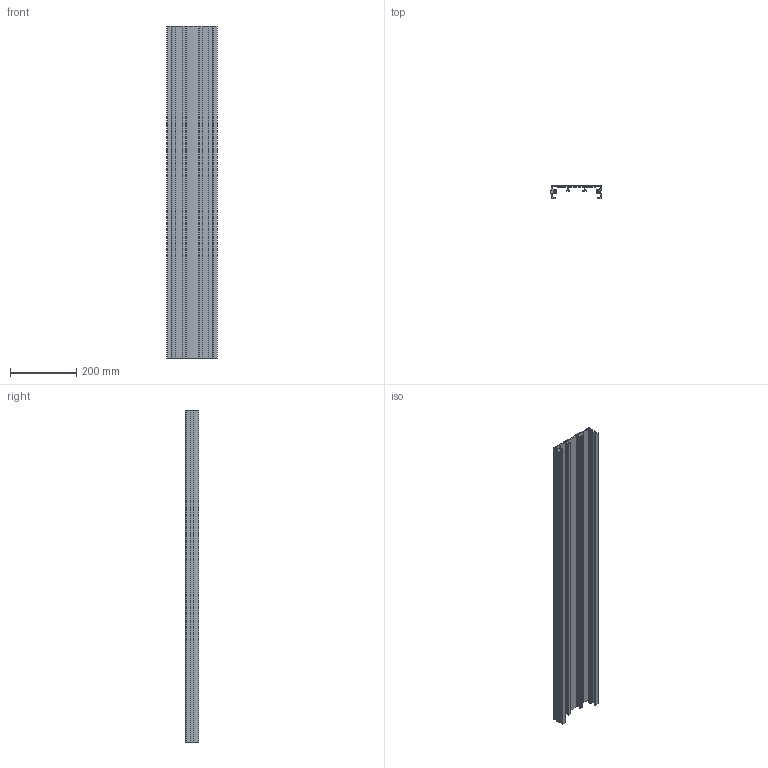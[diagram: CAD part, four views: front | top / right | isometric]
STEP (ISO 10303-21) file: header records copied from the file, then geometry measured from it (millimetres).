
FILE_DESCRIPTION (( 'STEP AP214' ), '1' );
FILE_NAME ('415PL Ïðîôèëü ïëàòôîðìû 40õ150 .STEP', '2017-06-16T12:13:19', ( '' ), ( '' ), 'SwSTEP 2.0', 'SolidWorks 2016', '' );
FILE_SCHEMA (( 'AUTOMOTIVE_DESIGN' ));
Length unit declared in the file: millimetre
Products named in the file (2): 415PL Ïðîôèëü ïëàòôîðìû 40õ150 ; 415PL Ïðîôèëü ïëàòôîðìû 40õ150_‹¥áâ­¨æ  600
Assembly tree (1 placements, depth 2):
  415PL Ïðîôèëü ïëàòôîðìû 40õ150 
    415PL Ïðîôèëü ïëàòôîðìû 40õ150_‹¥áâ­¨æ  600
Bounding box: 152 x 40.02 x 1000 mm (x, y, z)
Volume: 1068234.3 mm3; surface area: 649964.5 mm2
Topology: 1 solids, 1 shells, 176 faces, 522 edges, 348 vertices
Faces by surface type: cylinder 88, plane 88
Entity records: 6008 total; most frequent: DIRECTION 1058, CARTESIAN_POINT 1050, ORIENTED_EDGE 1044, EDGE_CURVE 522, AXIS2_PLACEMENT_3D 356, VERTEX_POINT 348, LINE 346, VECTOR 346
